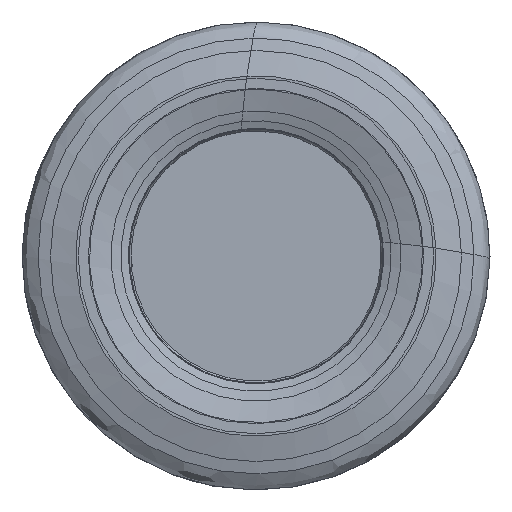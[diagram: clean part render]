
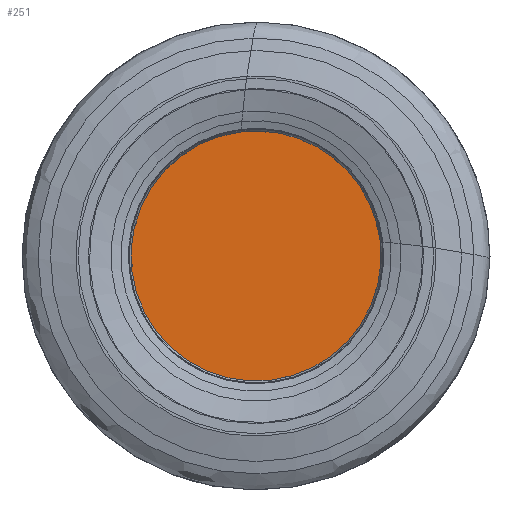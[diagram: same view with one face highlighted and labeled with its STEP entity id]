
A CAD part, left-side view. The second image highlights one B-rep face of the part: STEP entity #251.
In plain terms, the highlighted planar face has unit normal (-1, 0, 0).
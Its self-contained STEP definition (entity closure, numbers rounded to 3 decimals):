
#189=PLANE('',#862);
#191=FACE_OUTER_BOUND('',#343,.T.);
#251=ADVANCED_FACE('',(#191),#189,.F.);
#343=EDGE_LOOP('',(#415));
#415=ORIENTED_EDGE('',*,*,#685,.T.);
#625=VERTEX_POINT('',#1171);
#685=EDGE_CURVE('',#625,#625,#793,.T.);
#793=CIRCLE('',#861,6.797);
#861=AXIS2_PLACEMENT_3D('',#1170,#966,#967);
#862=AXIS2_PLACEMENT_3D('',#1172,#968,#969);
#966=DIRECTION('',(-1.,0.,0.));
#967=DIRECTION('',(0.,0.,1.));
#968=DIRECTION('',(1.,0.,0.));
#969=DIRECTION('',(0.,0.,-1.));
#1170=CARTESIAN_POINT('',(1.,0.,0.));
#1171=CARTESIAN_POINT('',(1.,0.,6.797));
#1172=CARTESIAN_POINT('',(1.,6.797,0.));
